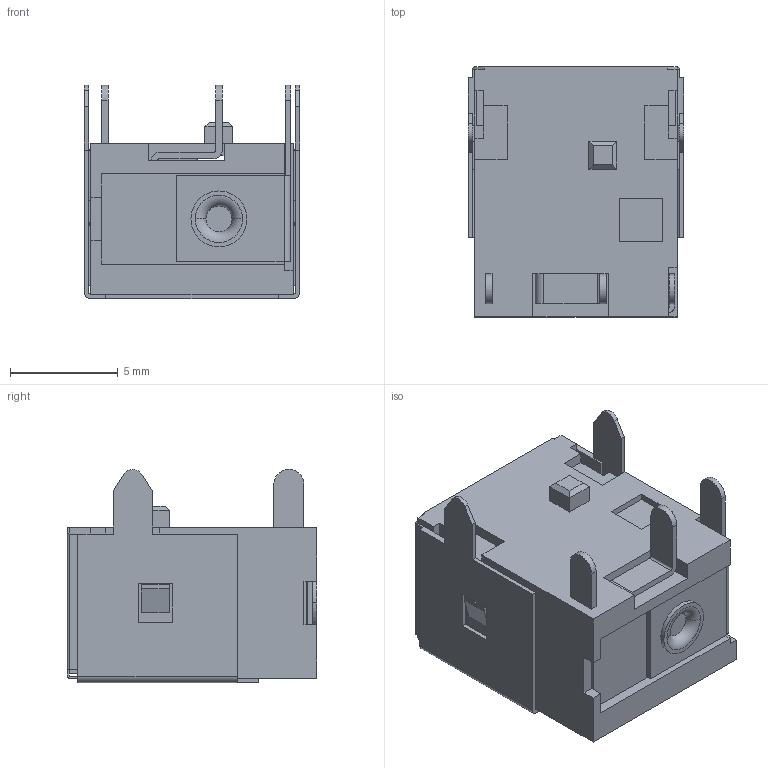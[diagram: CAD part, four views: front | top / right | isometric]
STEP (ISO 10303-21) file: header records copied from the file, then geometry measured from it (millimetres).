
FILE_DESCRIPTION((''),'2;1');
FILE_NAME('DC044-G-F03R1BP-200','2019-03-19T',('Administrator'),(''),'PRO/ENGINEER BY PARAMETRIC TECHNOLOGY CORPORATION, 2012090','PRO/ENGINEER BY PARAMETRIC TECHNOLOGY CORPORATION, 2012090','');
FILE_SCHEMA(('CONFIG_CONTROL_DESIGN'));
Length unit declared in the file: millimetre
Products named in the file (1): DC044-G-F03R1BP-200
Bounding box: 10 x 11.6 x 9.9 mm (x, y, z)
Volume: 530.3 mm3; surface area: 1148.4 mm2
Topology: 2 solids, 2 shells, 182 faces, 497 edges, 319 vertices
Faces by surface type: plane 153, cylinder 25, sphere 2, torus 2
Entity records: 5704 total; most frequent: CARTESIAN_POINT 1004, ORIENTED_EDGE 990, DIRECTION 918, EDGE_CURVE 495, VECTOR 432, LINE 432, VERTEX_POINT 319, AXIS2_PLACEMENT_3D 243
